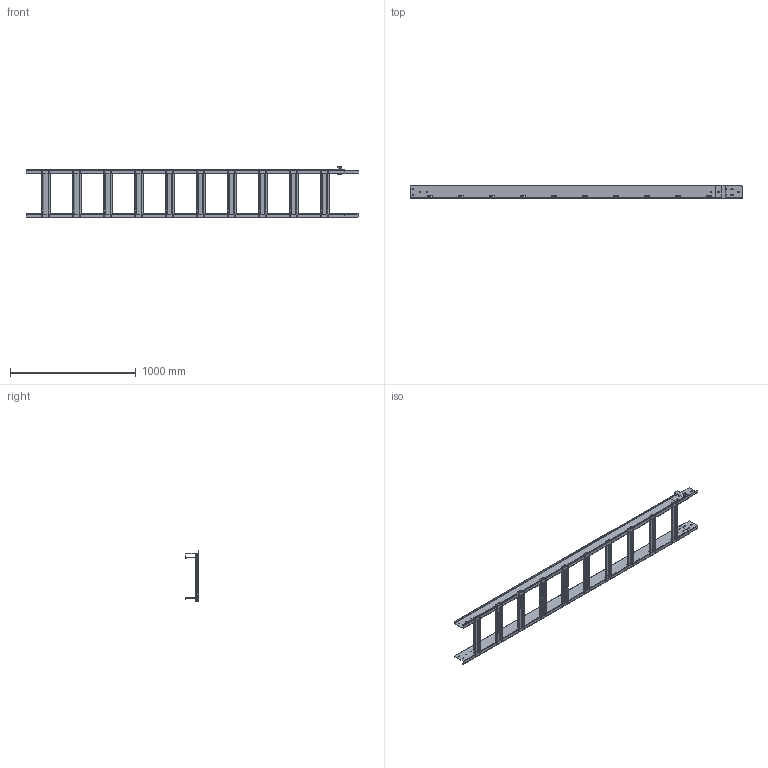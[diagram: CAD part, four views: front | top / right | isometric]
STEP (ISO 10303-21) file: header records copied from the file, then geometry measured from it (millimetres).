
FILE_DESCRIPTION(('FreeCAD Model'),'2;1');
FILE_NAME('Open CASCADE Shape Model','2025-04-30T06:19:30',('FreeCAD'),( 'FreeCAD'),'Open CASCADE STEP processor 7.6','FreeCAD','Unknown');
FILE_SCHEMA(('AUTOMOTIVE_DESIGN { 1 0 10303 214 1 1 1 1 }'));
Length unit declared in the file: millimetre
Products named in the file (1): Open CASCADE STEP translator 7.6 1
Bounding box: 2641.99 x 107.79 x 407.92 mm (x, y, z)
Volume: 2489354.5 mm3; surface area: 2417103.2 mm2
Topology: 15 solids, 15 shells, 1272 faces, 3358 edges, 2076 vertices
Faces by surface type: bspline 1272
Entity records: 35434 total; most frequent: CARTESIAN_POINT 15161, ORIENTED_EDGE 6716, EDGE_CURVE 3358, B_SPLINE_CURVE_WITH_KNOTS 2822, VERTEX_POINT 2076, FACE_BOUND 1490, EDGE_LOOP 1490, ADVANCED_FACE 1272
